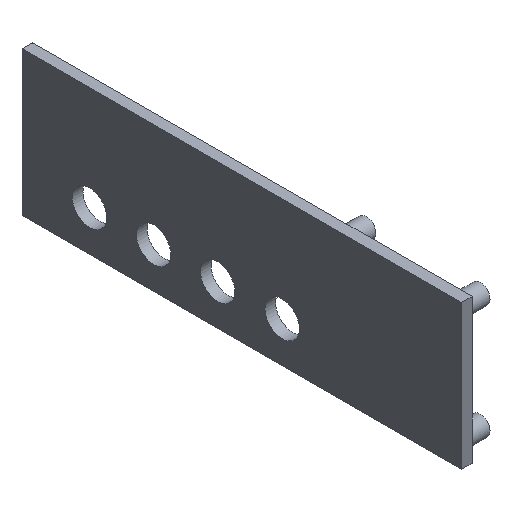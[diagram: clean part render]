
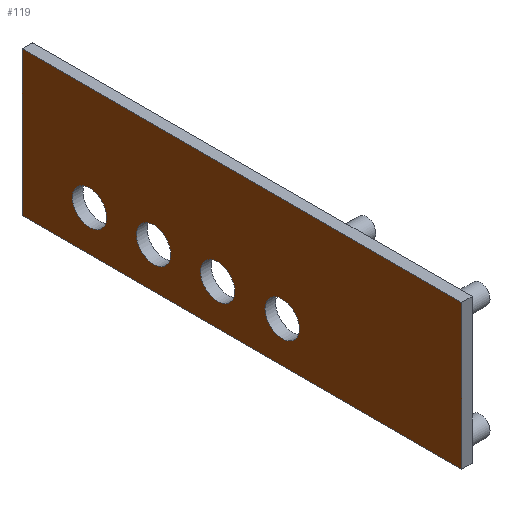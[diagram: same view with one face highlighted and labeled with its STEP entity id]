
A CAD part, isometric view. The second image highlights one B-rep face of the part: STEP entity #119.
In plain terms, the highlighted planar face has unit normal (-1, 0, 0).
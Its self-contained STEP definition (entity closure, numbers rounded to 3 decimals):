
#22 = VERTEX_POINT('',#23);
#23 = CARTESIAN_POINT('',(-47.,-77.5,47.5));
#40 = VERTEX_POINT('',#41);
#41 = CARTESIAN_POINT('',(-47.,-77.5,2.5));
#47 = EDGE_CURVE('',#22,#40,#48,.T.);
#48 = LINE('',#49,#50);
#49 = CARTESIAN_POINT('',(-47.,-77.5,47.5));
#50 = VECTOR('',#51,1.);
#51 = DIRECTION('',(0.,0.,-1.));
#62 = VERTEX_POINT('',#63);
#63 = CARTESIAN_POINT('',(-47.,59.5,47.5));
#78 = EDGE_CURVE('',#62,#22,#79,.T.);
#79 = LINE('',#80,#81);
#80 = CARTESIAN_POINT('',(-47.,59.5,47.5));
#81 = VECTOR('',#82,1.);
#82 = DIRECTION('',(0.,-1.,0.));
#102 = VERTEX_POINT('',#103);
#103 = CARTESIAN_POINT('',(-47.,59.5,2.5));
#109 = EDGE_CURVE('',#40,#102,#110,.T.);
#110 = LINE('',#111,#112);
#111 = CARTESIAN_POINT('',(-47.,-77.5,2.5));
#112 = VECTOR('',#113,1.);
#113 = DIRECTION('',(0.,1.,0.));
#119 = ADVANCED_FACE('',(#120,#131,#142,#153,#164),#175,.F.);
#120 = FACE_BOUND('',#121,.F.);
#121 = EDGE_LOOP('',(#122,#123,#124,#130));
#122 = ORIENTED_EDGE('',*,*,#47,.T.);
#123 = ORIENTED_EDGE('',*,*,#109,.T.);
#124 = ORIENTED_EDGE('',*,*,#125,.T.);
#125 = EDGE_CURVE('',#102,#62,#126,.T.);
#126 = LINE('',#127,#128);
#127 = CARTESIAN_POINT('',(-47.,59.5,2.5));
#128 = VECTOR('',#129,1.);
#129 = DIRECTION('',(0.,0.,1.));
#130 = ORIENTED_EDGE('',*,*,#78,.T.);
#131 = FACE_BOUND('',#132,.T.);
#132 = EDGE_LOOP('',(#133));
#133 = ORIENTED_EDGE('',*,*,#134,.T.);
#134 = EDGE_CURVE('',#135,#135,#137,.T.);
#135 = VERTEX_POINT('',#136);
#136 = CARTESIAN_POINT('',(-47.,43.809,15.15));
#137 = CIRCLE('',#138,5.35);
#138 = AXIS2_PLACEMENT_3D('',#139,#140,#141);
#139 = CARTESIAN_POINT('',(-47.,38.459,15.15));
#140 = DIRECTION('',(1.,0.,0.));
#141 = DIRECTION('',(0.,1.,0.));
#142 = FACE_BOUND('',#143,.T.);
#143 = EDGE_LOOP('',(#144));
#144 = ORIENTED_EDGE('',*,*,#145,.T.);
#145 = EDGE_CURVE('',#146,#146,#148,.T.);
#146 = VERTEX_POINT('',#147);
#147 = CARTESIAN_POINT('',(-47.,23.831,15.15));
#148 = CIRCLE('',#149,5.35);
#149 = AXIS2_PLACEMENT_3D('',#150,#151,#152);
#150 = CARTESIAN_POINT('',(-47.,18.481,15.15));
#151 = DIRECTION('',(1.,0.,0.));
#152 = DIRECTION('',(0.,1.,0.));
#153 = FACE_BOUND('',#154,.T.);
#154 = EDGE_LOOP('',(#155));
#155 = ORIENTED_EDGE('',*,*,#156,.T.);
#156 = EDGE_CURVE('',#157,#157,#159,.T.);
#157 = VERTEX_POINT('',#158);
#158 = CARTESIAN_POINT('',(-47.,3.87,15.15));
#159 = CIRCLE('',#160,5.35);
#160 = AXIS2_PLACEMENT_3D('',#161,#162,#163);
#161 = CARTESIAN_POINT('',(-47.,-1.48,15.15));
#162 = DIRECTION('',(1.,0.,0.));
#163 = DIRECTION('',(0.,1.,0.));
#164 = FACE_BOUND('',#165,.T.);
#165 = EDGE_LOOP('',(#166));
#166 = ORIENTED_EDGE('',*,*,#167,.T.);
#167 = EDGE_CURVE('',#168,#168,#170,.T.);
#168 = VERTEX_POINT('',#169);
#169 = CARTESIAN_POINT('',(-47.,-16.235,15.15));
#170 = CIRCLE('',#171,5.35);
#171 = AXIS2_PLACEMENT_3D('',#172,#173,#174);
#172 = CARTESIAN_POINT('',(-47.,-21.585,15.15));
#173 = DIRECTION('',(1.,0.,0.));
#174 = DIRECTION('',(0.,1.,0.));
#175 = PLANE('',#176);
#176 = AXIS2_PLACEMENT_3D('',#177,#178,#179);
#177 = CARTESIAN_POINT('',(-47.,-4.912,22.695));
#178 = DIRECTION('',(1.,0.,0.));
#179 = DIRECTION('',(0.,0.,1.));
